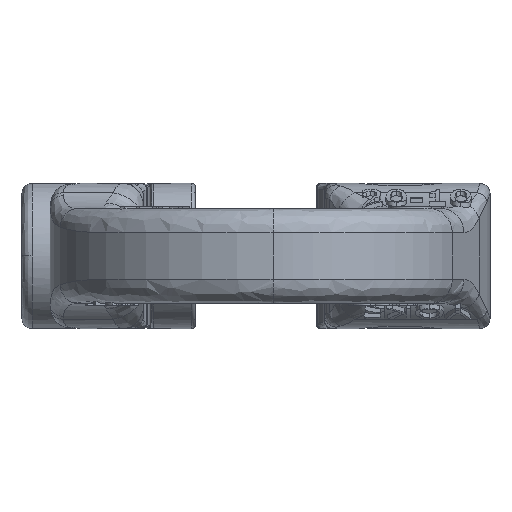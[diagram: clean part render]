
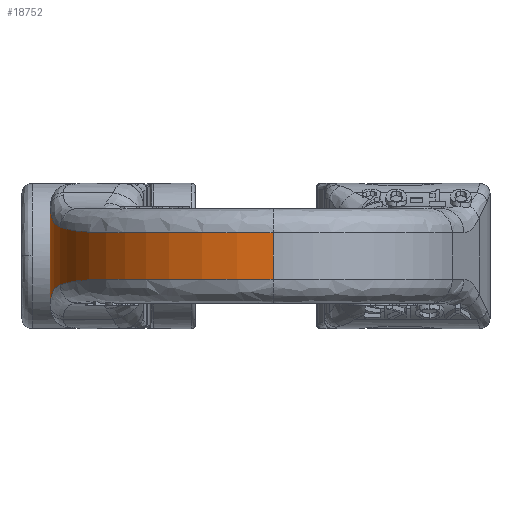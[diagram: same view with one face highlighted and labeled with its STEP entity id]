
A CAD part, front view. The second image highlights one B-rep face of the part: STEP entity #18752.
In plain terms, the highlighted cylindrical face has radius 55.227 mm (diameter 110.454 mm), a partial arc.
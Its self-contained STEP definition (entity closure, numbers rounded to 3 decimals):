
#1737=LINE('',#42965,#2959);
#1759=LINE('',#44225,#2981);
#2959=VECTOR('',#22567,24.21);
#2981=VECTOR('',#22703,11.5);
#4107=B_SPLINE_CURVE_WITH_KNOTS('',3,(#40150,#40151,#40152,#40153,#40154,
#40155,#40156,#40157,#40158),.UNSPECIFIED.,.F.,.F.,(4,1,1,1,1,1,4),(13.072,
13.97,15.767,16.665,17.564,18.462,
19.361),.UNSPECIFIED.);
#4109=B_SPLINE_CURVE_WITH_KNOTS('',3,(#40203,#40204,#40205,#40206,#40207),
 .UNSPECIFIED.,.F.,.F.,(4,1,4),(19.361,20.061,20.994),
 .UNSPECIFIED.);
#4208=B_SPLINE_CURVE_WITH_KNOTS('',3,(#42587,#42588,#42589,#42590,#42591,
#42592,#42593,#42594,#42595),.UNSPECIFIED.,.F.,.F.,(4,1,1,1,1,1,4),(13.072,
13.97,15.767,16.665,17.564,18.462,
19.361),.UNSPECIFIED.);
#4212=B_SPLINE_CURVE_WITH_KNOTS('',3,(#42652,#42653,#42654,#42655,#42656),
 .UNSPECIFIED.,.F.,.F.,(4,1,4),(19.361,20.061,20.994),
 .UNSPECIFIED.);
#4843=CYLINDRICAL_SURFACE('',#19666,55.227);
#5965=FACE_OUTER_BOUND('',#7087,.T.);
#7087=EDGE_LOOP('',(#17657,#17658,#17659,#17660,#17661,#17662));
#8827=VERTEX_POINT('',#37731);
#9044=VERTEX_POINT('',#40142);
#9045=VERTEX_POINT('',#40194);
#9129=VERTEX_POINT('',#42508);
#9130=VERTEX_POINT('',#42586);
#9131=VERTEX_POINT('',#42638);
#11749=EDGE_CURVE('',#8827,#9044,#4107,.T.);
#11751=EDGE_CURVE('',#9044,#9045,#4109,.T.);
#11895=EDGE_CURVE('',#9129,#9130,#4208,.T.);
#11899=EDGE_CURVE('',#9130,#9131,#4212,.T.);
#11918=EDGE_CURVE('',#9045,#9131,#1737,.T.);
#12017=EDGE_CURVE('',#8827,#9129,#1759,.T.);
#17657=ORIENTED_EDGE('',*,*,#11895,.F.);
#17658=ORIENTED_EDGE('',*,*,#12017,.F.);
#17659=ORIENTED_EDGE('',*,*,#11749,.T.);
#17660=ORIENTED_EDGE('',*,*,#11751,.T.);
#17661=ORIENTED_EDGE('',*,*,#11918,.T.);
#17662=ORIENTED_EDGE('',*,*,#11899,.F.);
#18752=ADVANCED_FACE('',(#5965),#4843,.T.);
#19666=AXIS2_PLACEMENT_3D('',#44226,#22704,#22705);
#22567=DIRECTION('',(0.,0.,-1.));
#22703=DIRECTION('',(0.,0.,-1.));
#22704=DIRECTION('center_axis',(0.,0.,
1.));
#22705=DIRECTION('ref_axis',(-1.,0.,0.));
#37731=CARTESIAN_POINT('',(19.227,-66.,5.75));
#40142=CARTESIAN_POINT('',(-33.548,-27.048,7.122));
#40150=CARTESIAN_POINT('Ctrl Pts',(19.227,-66.,5.75));
#40151=CARTESIAN_POINT('Ctrl Pts',(15.865,-66.,5.75));
#40152=CARTESIAN_POINT('Ctrl Pts',(5.779,-65.083,5.753));
#40153=CARTESIAN_POINT('Ctrl Pts',(-6.989,-60.199,
5.744));
#40154=CARTESIAN_POINT('Ctrl Pts',(-17.822,-52.141,
5.757));
#40155=CARTESIAN_POINT('Ctrl Pts',(-24.723,-44.725,
5.728));
#40156=CARTESIAN_POINT('Ctrl Pts',(-30.129,-36.211,
6.149));
#40157=CARTESIAN_POINT('Ctrl Pts',(-32.596,-30.134,
6.793));
#40158=CARTESIAN_POINT('Ctrl Pts',(-33.548,-27.048,7.122));
#40194=CARTESIAN_POINT('',(-36.,-10.773,12.105));
#40203=CARTESIAN_POINT('Ctrl Pts',(-33.548,-27.048,
7.122));
#40204=CARTESIAN_POINT('Ctrl Pts',(-34.289,-24.643,
7.378));
#40205=CARTESIAN_POINT('Ctrl Pts',(-35.602,-19.014,
8.448));
#40206=CARTESIAN_POINT('Ctrl Pts',(-36.,-13.643,10.573));
#40207=CARTESIAN_POINT('Ctrl Pts',(-36.,-10.773,12.105));
#42508=CARTESIAN_POINT('',(19.227,-66.,-5.75));
#42586=CARTESIAN_POINT('',(-33.548,-27.048,-7.122));
#42587=CARTESIAN_POINT('Ctrl Pts',(19.227,-66.,-5.75));
#42588=CARTESIAN_POINT('Ctrl Pts',(15.865,-66.,-5.75));
#42589=CARTESIAN_POINT('Ctrl Pts',(5.779,-65.083,-5.753));
#42590=CARTESIAN_POINT('Ctrl Pts',(-6.989,-60.199,-5.744));
#42591=CARTESIAN_POINT('Ctrl Pts',(-17.822,-52.141,
-5.757));
#42592=CARTESIAN_POINT('Ctrl Pts',(-24.723,-44.725,
-5.728));
#42593=CARTESIAN_POINT('Ctrl Pts',(-30.129,-36.211,
-6.149));
#42594=CARTESIAN_POINT('Ctrl Pts',(-32.596,-30.134,
-6.793));
#42595=CARTESIAN_POINT('Ctrl Pts',(-33.548,-27.048,-7.122));
#42638=CARTESIAN_POINT('',(-36.,-10.773,-12.105));
#42652=CARTESIAN_POINT('Ctrl Pts',(-33.548,-27.048,
-7.122));
#42653=CARTESIAN_POINT('Ctrl Pts',(-34.289,-24.643,
-7.378));
#42654=CARTESIAN_POINT('Ctrl Pts',(-35.602,-19.014,
-8.448));
#42655=CARTESIAN_POINT('Ctrl Pts',(-36.,-13.643,-10.573));
#42656=CARTESIAN_POINT('Ctrl Pts',(-36.,-10.773,-12.105));
#42965=CARTESIAN_POINT('',(-36.,-10.773,0.));
#44225=CARTESIAN_POINT('',(19.227,-66.,0.));
#44226=CARTESIAN_POINT('Origin',(19.227,-10.773,0.));
